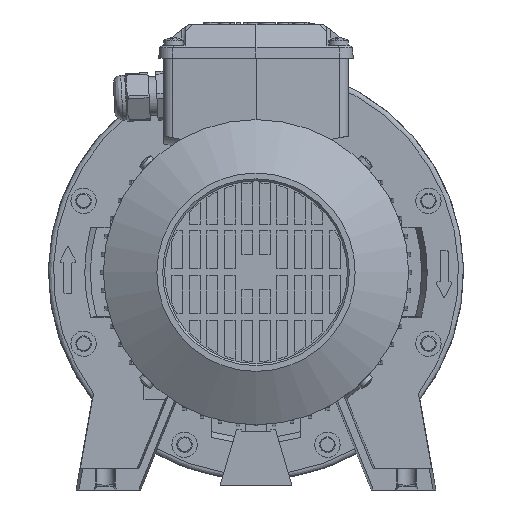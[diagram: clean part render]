
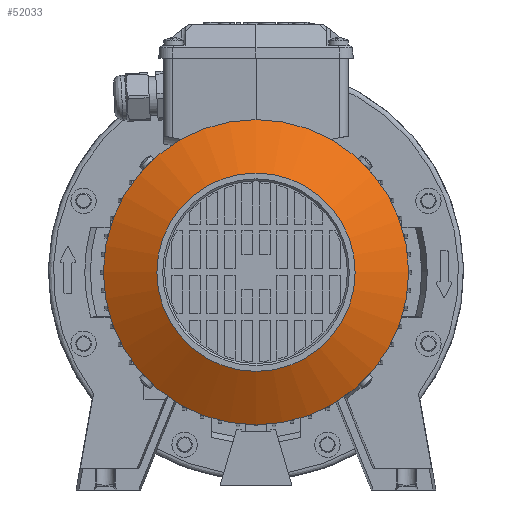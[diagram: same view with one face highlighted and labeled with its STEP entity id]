
A CAD part, left-side view. The second image highlights one B-rep face of the part: STEP entity #52033.
In plain terms, the highlighted free-form (B-spline) face has degree [2, 1] with [9, 2] control points.
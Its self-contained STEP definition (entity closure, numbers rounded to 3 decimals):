
#51953=CARTESIAN_POINT('',(-217.,0.,51.));
#51954=VERTEX_POINT('',#51953);
#51955=CARTESIAN_POINT('',(-217.,0.,-51.));
#51956=VERTEX_POINT('',#51955);
#51957=CARTESIAN_POINT('',(-217.,0.,0.));
#51958=DIRECTION('',(1.0,0.,0.));
#51959=DIRECTION('',(0.,0.,-1.0));
#51960=AXIS2_PLACEMENT_3D('',#51957,#51958,#51959);
#51961=CIRCLE('',#51960,51.);
#51962=EDGE_CURVE('',#51954,#51956,#51961,.T.);
#51964=CARTESIAN_POINT('',(-217.,0.,0.));
#51965=DIRECTION('',(1.0,0.,0.));
#51966=DIRECTION('',(0.,0.,-1.0));
#51967=AXIS2_PLACEMENT_3D('',#51964,#51965,#51966);
#51968=CIRCLE('',#51967,51.);
#51969=EDGE_CURVE('',#51956,#51954,#51968,.T.);
#51978=CARTESIAN_POINT('',(-217.,0.,-51.));
#51979=CARTESIAN_POINT('',(-217.,51.,-51.));
#51980=CARTESIAN_POINT('',(-217.,51.,0.));
#51981=CARTESIAN_POINT('',(-217.,51.,51.));
#51982=CARTESIAN_POINT('',(-217.,0.,51.));
#51983=CARTESIAN_POINT('',(-217.,-51.,51.));
#51984=CARTESIAN_POINT('',(-217.,-51.,0.));
#51985=CARTESIAN_POINT('',(-217.,-51.,-51.));
#51986=CARTESIAN_POINT('',(-217.,0.,-51.));
#51987=CARTESIAN_POINT('',(-201.123,0.,-78.5));
#51988=CARTESIAN_POINT('',(-201.123,78.5,-78.5));
#51989=CARTESIAN_POINT('',(-201.123,78.5,0.));
#51990=CARTESIAN_POINT('',(-201.123,78.5,78.5));
#51991=CARTESIAN_POINT('',(-201.123,0.,78.5));
#51992=CARTESIAN_POINT('',(-201.123,-78.5,78.5));
#51993=CARTESIAN_POINT('',(-201.123,-78.5,0.));
#51994=CARTESIAN_POINT('',(-201.123,-78.5,-78.5));
#51995=CARTESIAN_POINT('',(-201.123,0.,-78.5));
#52003=(BOUNDED_SURFACE()B_SPLINE_SURFACE(2,1,((#51978,#51987),(#51979,#51988),(#51980,#51989),(#51981,#51990),(#51982,#51991),(#51983,#51992),(#51984,#51993),(#51985,#51994),(#51986,#51995)),.UNSPECIFIED.,.T.,.F.,.U.)B_SPLINE_SURFACE_WITH_KNOTS((3,2,2,2,3),(2,2),(0.0,0.25,0.5,0.75,1.0),(0.0,31.754),.UNSPECIFIED.)GEOMETRIC_REPRESENTATION_ITEM()RATIONAL_B_SPLINE_SURFACE(((1.0,1.0),(0.707,0.707),(1.0,1.0),(0.707,0.707),(1.0,1.0),(0.707,0.707),(1.0,1.0),(0.707,0.707),(1.0,1.0)))REPRESENTATION_ITEM('')SURFACE());
#52004=ORIENTED_EDGE('',*,*,#51969,.T.);
#52005=ORIENTED_EDGE('',*,*,#51962,.T.);
#52006=CARTESIAN_POINT('',(-201.123,0.,-78.5));
#52007=VERTEX_POINT('',#52006);
#52008=CARTESIAN_POINT('',(-217.,0.,-51.));
#52009=DIRECTION('',(0.5,0.,-0.866));
#52010=VECTOR('',#52009,31.754);
#52011=LINE('',#52008,#52010);
#52012=EDGE_CURVE('',#51956,#52007,#52011,.T.);
#52013=ORIENTED_EDGE('',*,*,#52012,.T.);
#52014=CARTESIAN_POINT('',(-201.123,0.,78.5));
#52015=VERTEX_POINT('',#52014);
#52016=CARTESIAN_POINT('',(-201.123,0.,0.));
#52017=DIRECTION('',(1.0,0.,0.));
#52018=DIRECTION('',(0.,0.,-1.0));
#52019=AXIS2_PLACEMENT_3D('',#52016,#52017,#52018);
#52020=CIRCLE('',#52019,78.5);
#52021=EDGE_CURVE('',#52015,#52007,#52020,.T.);
#52022=ORIENTED_EDGE('',*,*,#52021,.F.);
#52023=CARTESIAN_POINT('',(-201.123,0.,0.));
#52024=DIRECTION('',(1.0,0.,0.));
#52025=DIRECTION('',(0.,0.,-1.0));
#52026=AXIS2_PLACEMENT_3D('',#52023,#52024,#52025);
#52027=CIRCLE('',#52026,78.5);
#52028=EDGE_CURVE('',#52007,#52015,#52027,.T.);
#52029=ORIENTED_EDGE('',*,*,#52028,.F.);
#52030=ORIENTED_EDGE('',*,*,#52012,.F.);
#52031=EDGE_LOOP('',(#52004,#52005,#52013,#52022,#52029,#52030));
#52032=FACE_OUTER_BOUND('',#52031,.T.);
#52033=ADVANCED_FACE('',(#52032),#52003,.T.);
